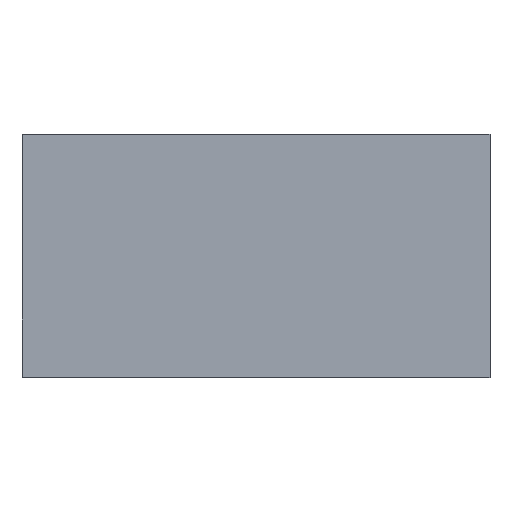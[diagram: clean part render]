
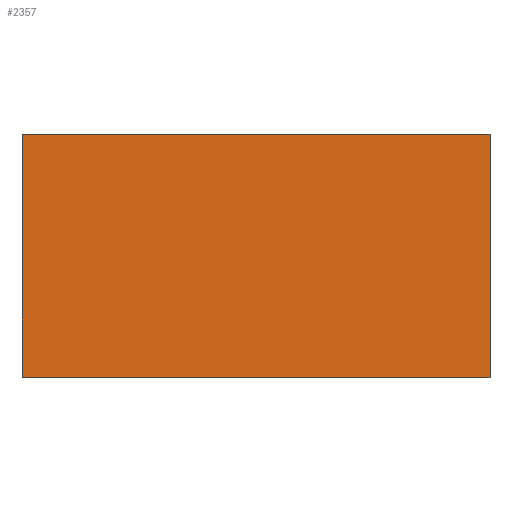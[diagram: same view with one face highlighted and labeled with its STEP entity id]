
A CAD part, top view. The second image highlights one B-rep face of the part: STEP entity #2357.
In plain terms, the highlighted planar face has unit normal (0, 0, 1).
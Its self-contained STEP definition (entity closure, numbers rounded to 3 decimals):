
#2344=AXIS2_PLACEMENT_3D('Plane Axis2P3D',#2341,#2342,#2343) ;
#100=CARTESIAN_POINT('Vertex',(0.,15.2,18.3)) ;
#103=CARTESIAN_POINT('Line Origine',(14.65,15.2,18.3)) ;
#107=CARTESIAN_POINT('Vertex',(29.3,15.2,18.3)) ;
#367=CARTESIAN_POINT('Vertex',(0.,0.,18.3)) ;
#370=CARTESIAN_POINT('Line Origine',(0.,7.6,18.3)) ;
#1513=CARTESIAN_POINT('Vertex',(29.3,0.,18.3)) ;
#1518=CARTESIAN_POINT('Line Origine',(14.65,0.,18.3)) ;
#2341=CARTESIAN_POINT('Axis2P3D Location',(24.3,4.47,18.3)) ;
#2346=CARTESIAN_POINT('Line Origine',(29.3,7.6,18.3)) ;
#104=DIRECTION('Vector Direction',(-1.,0.,0.)) ;
#371=DIRECTION('Vector Direction',(0.,-1.,0.)) ;
#1519=DIRECTION('Vector Direction',(-1.,0.,0.)) ;
#2342=DIRECTION('Axis2P3D Direction',(0.,0.,-1.)) ;
#2343=DIRECTION('Axis2P3D XDirection',(1.,0.,0.)) ;
#2347=DIRECTION('Vector Direction',(0.,-1.,0.)) ;
#105=VECTOR('Line Direction',#104,1.) ;
#372=VECTOR('Line Direction',#371,1.) ;
#1520=VECTOR('Line Direction',#1519,1.) ;
#2348=VECTOR('Line Direction',#2347,1.) ;
#2352=ORIENTED_EDGE('',*,*,#2350,.F.) ;
#2353=ORIENTED_EDGE('',*,*,#109,.T.) ;
#2354=ORIENTED_EDGE('',*,*,#374,.T.) ;
#2355=ORIENTED_EDGE('',*,*,#1522,.F.) ;
#2357=ADVANCED_FACE('Housing LMFS.1\\Model',(#2356),#2345,.F.) ;
#109=EDGE_CURVE('',#108,#101,#106,.T.) ;
#374=EDGE_CURVE('',#101,#368,#373,.T.) ;
#1522=EDGE_CURVE('',#1514,#368,#1521,.T.) ;
#2350=EDGE_CURVE('',#108,#1514,#2349,.T.) ;
#2351=EDGE_LOOP('',(#2352,#2353,#2354,#2355)) ;
#2356=FACE_OUTER_BOUND('',#2351,.T.) ;
#106=LINE('Line',#103,#105) ;
#373=LINE('Line',#370,#372) ;
#1521=LINE('Line',#1518,#1520) ;
#2349=LINE('Line',#2346,#2348) ;
#2345=PLANE('',#2344) ;
#101=VERTEX_POINT('',#100) ;
#108=VERTEX_POINT('',#107) ;
#368=VERTEX_POINT('',#367) ;
#1514=VERTEX_POINT('',#1513) ;
